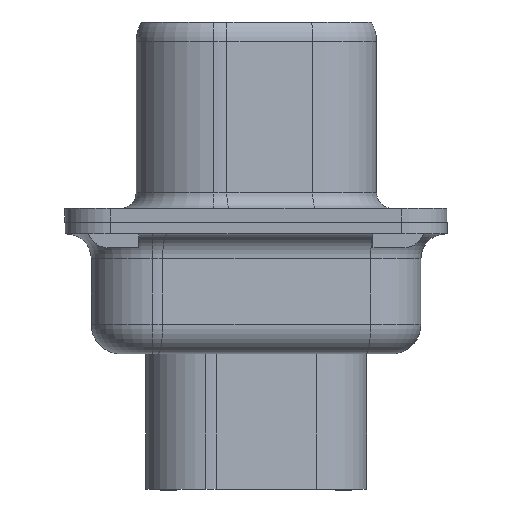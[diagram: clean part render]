
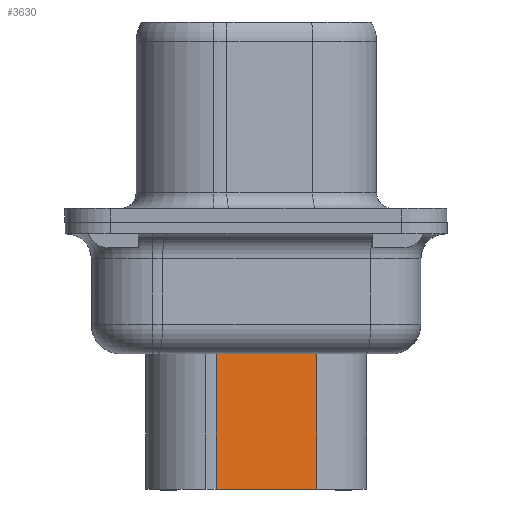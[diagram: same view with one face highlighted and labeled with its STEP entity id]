
A CAD part, left-side view. The second image highlights one B-rep face of the part: STEP entity #3630.
In plain terms, the highlighted planar face has unit normal (-0.985, -0.174, 0).
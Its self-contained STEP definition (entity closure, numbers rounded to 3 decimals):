
#3630=ADVANCED_FACE('NONE',(#7504),#7505,.F.);
#7504=FACE_OUTER_BOUND('',#16817,.T.);
#7505=PLANE('',#16818);
#16817=EDGE_LOOP('',(#27745,#27746,#27747,#27748));
#16818=AXIS2_PLACEMENT_3D('',#27749,#27750,#27751);
#27745=ORIENTED_EDGE('',*,*,#34156,.T.);
#27746=ORIENTED_EDGE('',*,*,#34157,.T.);
#27747=ORIENTED_EDGE('',*,*,#33644,.F.);
#27748=ORIENTED_EDGE('',*,*,#34052,.F.);
#27749=CARTESIAN_POINT('',(-7.975,1.306,-6.48));
#27750=DIRECTION('',(0.985,0.174,0.0));
#27751=DIRECTION('',(0.0,0.0,-1.0));
#33644=EDGE_CURVE('NONE',#40631,#40633,#40634,.T.);
#34052=EDGE_CURVE('NONE',#41110,#40631,#41112,.T.);
#34156=EDGE_CURVE('NONE',#41110,#41220,#41221,.T.);
#34157=EDGE_CURVE('NONE',#41220,#40633,#41222,.T.);
#40631=VERTEX_POINT('NONE',#58186);
#40633=VERTEX_POINT('NONE',#58188);
#40634=LINE('',#58189,#58190);
#41110=VERTEX_POINT('NONE',#59600);
#41112=LINE('',#59602,#59603);
#41220=VERTEX_POINT('NONE',#59885);
#41221=LINE('',#59886,#59887);
#41222=LINE('',#59888,#59889);
#58186=CARTESIAN_POINT('',(-7.975,1.306,-6.48));
#58188=CARTESIAN_POINT('',(-7.975,1.306,-1.85));
#58189=CARTESIAN_POINT('',(-7.975,1.306,-6.48));
#58190=VECTOR('',#64260,1000.0);
#59600=CARTESIAN_POINT('',(-7.393,-1.994,-6.48));
#59602=CARTESIAN_POINT('',(-7.975,1.306,-6.48));
#59603=VECTOR('',#64528,1000.0);
#59885=CARTESIAN_POINT('',(-7.393,-1.994,-1.85));
#59886=CARTESIAN_POINT('',(-7.393,-1.994,-6.48));
#59887=VECTOR('',#64588,1000.0);
#59888=CARTESIAN_POINT('',(-7.975,1.306,-1.85));
#59889=VECTOR('',#64589,1000.0);
#64260=DIRECTION('',(0.0,0.0,1.0));
#64528=DIRECTION('',(-0.174,0.985,0.0));
#64588=DIRECTION('',(0.0,0.0,1.0));
#64589=DIRECTION('',(-0.174,0.985,0.0));
